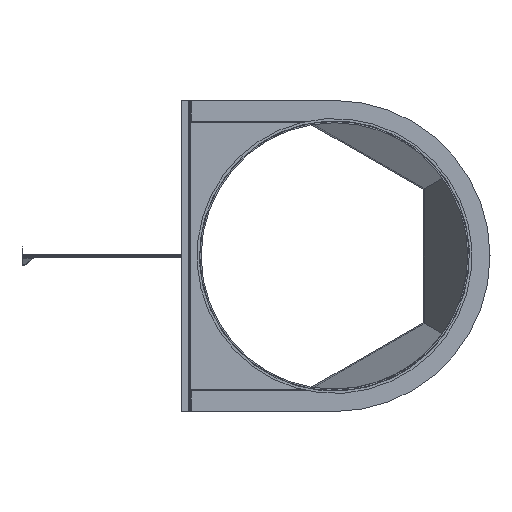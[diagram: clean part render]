
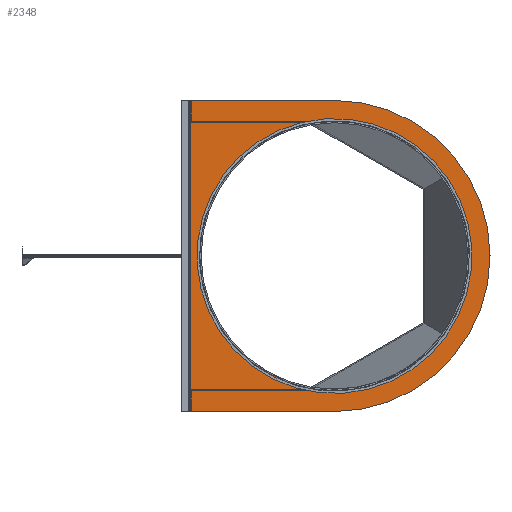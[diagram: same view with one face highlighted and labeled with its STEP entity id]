
A CAD part, left-side view. The second image highlights one B-rep face of the part: STEP entity #2348.
In plain terms, the highlighted face is planar.
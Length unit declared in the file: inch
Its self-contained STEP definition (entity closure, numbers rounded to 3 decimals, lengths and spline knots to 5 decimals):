
#15 = VERTEX_POINT ( 'NONE', #2465 ) ;
#169 = FACE_BOUND ( 'NONE', #1348, .T. ) ;
#189 = CARTESIAN_POINT ( 'NONE',  ( 24.25, 24., 0.25 ) ) ;
#836 = VECTOR ( 'NONE', #1166, 39.37008 ) ;
#953 = VERTEX_POINT ( 'NONE', #3339 ) ;
#1045 = VERTEX_POINT ( 'NONE', #4242 ) ;
#1111 = VERTEX_POINT ( 'NONE', #1342 ) ;
#1166 = DIRECTION ( 'NONE',  ( 0., 1., 0. ) ) ;
#1185 = EDGE_CURVE ( 'NONE', #953, #1111, #3268, .T. ) ;
#1342 = CARTESIAN_POINT ( 'NONE',  ( 28., 24., 0.25 ) ) ;
#1348 = EDGE_LOOP ( 'NONE', ( #6208, #1934 ) ) ;
#1413 = VERTEX_POINT ( 'NONE', #6473 ) ;
#1464 = LINE ( 'NONE', #2910, #6813 ) ;
#1675 = VERTEX_POINT ( 'NONE', #189 ) ;
#1711 = DIRECTION ( 'NONE',  ( 1., 0., 0. ) ) ;
#1767 = DIRECTION ( 'NONE',  ( 1., 0., 0. ) ) ;
#1934 = ORIENTED_EDGE ( 'NONE', *, *, #2529, .T. ) ;
#2073 = AXIS2_PLACEMENT_3D ( 'NONE', #5119, #2358, #1711 ) ;
#2245 = DIRECTION ( 'NONE',  ( -1., 0., 0. ) ) ;
#2252 = VECTOR ( 'NONE', #7069, 39.37008 ) ;
#2348 = ADVANCED_FACE ( 'NONE', ( #2906, #169 ), #5733, .T. ) ;
#2358 = DIRECTION ( 'NONE',  ( 0., 0., 1. ) ) ;
#2465 = CARTESIAN_POINT ( 'NONE',  ( -24.25, 24., 0.25 ) ) ;
#2529 = EDGE_CURVE ( 'NONE', #1675, #15, #5136, .T. ) ;
#2710 = DIRECTION ( 'NONE',  ( 0., 0., 1. ) ) ;
#2769 = AXIS2_PLACEMENT_3D ( 'NONE', #4510, #3454, #6710 ) ;
#2906 = FACE_OUTER_BOUND ( 'NONE', #3332, .T. ) ;
#2910 = CARTESIAN_POINT ( 'NONE',  ( -28., 50., 0.25 ) ) ;
#3223 = CARTESIAN_POINT ( 'NONE',  ( 0., 24., 0.25 ) ) ;
#3268 = CIRCLE ( 'NONE', #4829, 28. ) ;
#3332 = EDGE_LOOP ( 'NONE', ( #5349, #5383, #3945, #5049 ) ) ;
#3339 = CARTESIAN_POINT ( 'NONE',  ( -28., 24., 0.25 ) ) ;
#3454 = DIRECTION ( 'NONE',  ( 0., 0., -1. ) ) ;
#3841 = CIRCLE ( 'NONE', #2769, 24.25 ) ;
#3945 = ORIENTED_EDGE ( 'NONE', *, *, #6658, .T. ) ;
#4242 = CARTESIAN_POINT ( 'NONE',  ( 28., 50., 0.25 ) ) ;
#4510 = CARTESIAN_POINT ( 'NONE',  ( 0., 24., 0.25 ) ) ;
#4526 = EDGE_CURVE ( 'NONE', #1111, #1045, #6270, .T. ) ;
#4720 = LINE ( 'NONE', #6476, #2252 ) ;
#4829 = AXIS2_PLACEMENT_3D ( 'NONE', #5520, #2710, #7155 ) ;
#5049 = ORIENTED_EDGE ( 'NONE', *, *, #7019, .T. ) ;
#5119 = CARTESIAN_POINT ( 'NONE',  ( 0., 24., 0.25 ) ) ;
#5136 = CIRCLE ( 'NONE', #5378, 24.25 ) ;
#5349 = ORIENTED_EDGE ( 'NONE', *, *, #1185, .T. ) ;
#5378 = AXIS2_PLACEMENT_3D ( 'NONE', #3223, #6196, #1767 ) ;
#5383 = ORIENTED_EDGE ( 'NONE', *, *, #4526, .T. ) ;
#5520 = CARTESIAN_POINT ( 'NONE',  ( 0., 24., 0.25 ) ) ;
#5542 = CARTESIAN_POINT ( 'NONE',  ( 28., 24., 0.25 ) ) ;
#5733 = PLANE ( 'NONE',  #2073 ) ;
#6196 = DIRECTION ( 'NONE',  ( 0., 0., -1. ) ) ;
#6208 = ORIENTED_EDGE ( 'NONE', *, *, #6861, .T. ) ;
#6270 = LINE ( 'NONE', #5542, #836 ) ;
#6473 = CARTESIAN_POINT ( 'NONE',  ( -28., 50., 0.25 ) ) ;
#6476 = CARTESIAN_POINT ( 'NONE',  ( -28., 24., 0.25 ) ) ;
#6658 = EDGE_CURVE ( 'NONE', #1045, #1413, #1464, .T. ) ;
#6710 = DIRECTION ( 'NONE',  ( 1., 0., 0. ) ) ;
#6813 = VECTOR ( 'NONE', #2245, 39.37008 ) ;
#6861 = EDGE_CURVE ( 'NONE', #15, #1675, #3841, .T. ) ;
#7019 = EDGE_CURVE ( 'NONE', #1413, #953, #4720, .T. ) ;
#7069 = DIRECTION ( 'NONE',  ( 0., -1., 0. ) ) ;
#7155 = DIRECTION ( 'NONE',  ( 1., 0., 0. ) ) ;
